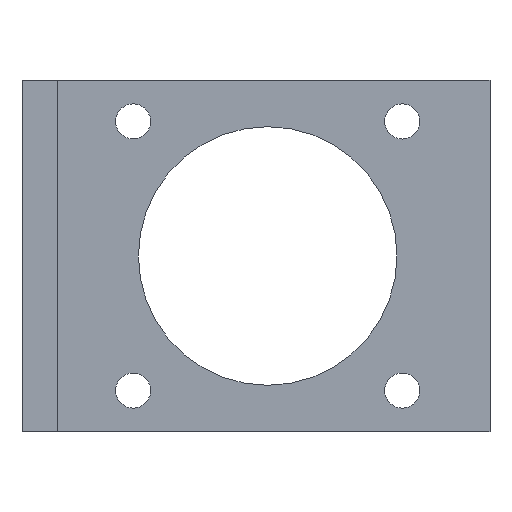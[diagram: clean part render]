
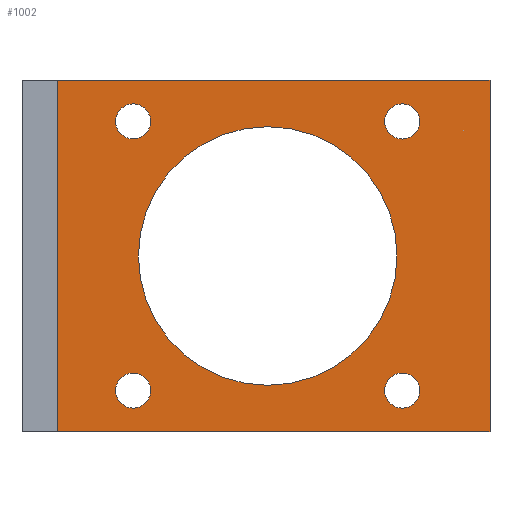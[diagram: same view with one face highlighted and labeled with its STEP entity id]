
A CAD part, front view. The second image highlights one B-rep face of the part: STEP entity #1002.
In plain terms, the highlighted planar face has unit normal (0, -1, 0).
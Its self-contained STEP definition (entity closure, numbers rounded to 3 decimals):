
#4 = DIRECTION ( 'NONE',  ( 0., 0., 1. ) ) ;
#23 = ORIENTED_EDGE ( 'NONE', *, *, #74, .F. ) ;
#37 = AXIS2_PLACEMENT_3D ( 'NONE', #626, #257, #457 ) ;
#38 = LINE ( 'NONE', #715, #1191 ) ;
#55 = ORIENTED_EDGE ( 'NONE', *, *, #1035, .F. ) ;
#57 = VERTEX_POINT ( 'NONE', #371 ) ;
#69 = CARTESIAN_POINT ( 'NONE',  ( 9.5, -3., 26.502 ) ) ;
#71 = ORIENTED_EDGE ( 'NONE', *, *, #552, .F. ) ;
#74 = EDGE_CURVE ( 'NONE', #869, #584, #1248, .T. ) ;
#76 = CARTESIAN_POINT ( 'NONE',  ( 3., -3., 0. ) ) ;
#81 = ORIENTED_EDGE ( 'NONE', *, *, #155, .F. ) ;
#84 = CARTESIAN_POINT ( 'NONE',  ( 9.498, -3., 3.5 ) ) ;
#91 = VECTOR ( 'NONE', #1172, 1000. ) ;
#97 = VERTEX_POINT ( 'NONE', #76 ) ;
#101 = PLANE ( 'NONE',  #1024 ) ;
#105 = EDGE_CURVE ( 'NONE', #657, #565, #577, .T. ) ;
#113 = AXIS2_PLACEMENT_3D ( 'NONE', #653, #356, #637 ) ;
#139 = DIRECTION ( 'NONE',  ( 0., -1., 0. ) ) ;
#144 = EDGE_LOOP ( 'NONE', ( #857, #373 ) ) ;
#155 = EDGE_CURVE ( 'NONE', #1138, #786, #157, .T. ) ;
#157 = CIRCLE ( 'NONE', #344, 1.5 ) ;
#190 = FACE_BOUND ( 'NONE', #602, .T. ) ;
#193 = AXIS2_PLACEMENT_3D ( 'NONE', #539, #1089, #699 ) ;
#218 = AXIS2_PLACEMENT_3D ( 'NONE', #227, #644, #812 ) ;
#227 = CARTESIAN_POINT ( 'NONE',  ( 21., -3., 15. ) ) ;
#238 = DIRECTION ( 'NONE',  ( 0., 0., -1. ) ) ;
#257 = DIRECTION ( 'NONE',  ( 0., -1., 0. ) ) ;
#273 = EDGE_CURVE ( 'NONE', #793, #667, #876, .T. ) ;
#287 = LINE ( 'NONE', #386, #940 ) ;
#292 = CARTESIAN_POINT ( 'NONE',  ( 21., -3., 3.95 ) ) ;
#299 = CIRCLE ( 'NONE', #218, 11.05 ) ;
#307 = CARTESIAN_POINT ( 'NONE',  ( 3., -3., 30. ) ) ;
#344 = AXIS2_PLACEMENT_3D ( 'NONE', #527, #401, #517 ) ;
#346 = ORIENTED_EDGE ( 'NONE', *, *, #803, .F. ) ;
#347 = CIRCLE ( 'NONE', #37, 1.5 ) ;
#350 = EDGE_CURVE ( 'NONE', #57, #1122, #1124, .T. ) ;
#356 = DIRECTION ( 'NONE',  ( 0., -1., 0. ) ) ;
#371 = CARTESIAN_POINT ( 'NONE',  ( 32.5, -3., 1.998 ) ) ;
#373 = ORIENTED_EDGE ( 'NONE', *, *, #273, .F. ) ;
#378 = AXIS2_PLACEMENT_3D ( 'NONE', #1064, #1170, #773 ) ;
#379 = CIRCLE ( 'NONE', #378, 1.5 ) ;
#386 = CARTESIAN_POINT ( 'NONE',  ( 40., -3., 30. ) ) ;
#390 = CARTESIAN_POINT ( 'NONE',  ( 32.502, -3., 25. ) ) ;
#401 = DIRECTION ( 'NONE',  ( 0., -1., 0. ) ) ;
#406 = VERTEX_POINT ( 'NONE', #455 ) ;
#455 = CARTESIAN_POINT ( 'NONE',  ( 40., -3., 0. ) ) ;
#457 = DIRECTION ( 'NONE',  ( 0., 0., -1. ) ) ;
#481 = AXIS2_PLACEMENT_3D ( 'NONE', #84, #1137, #962 ) ;
#484 = AXIS2_PLACEMENT_3D ( 'NONE', #639, #1225, #733 ) ;
#486 = AXIS2_PLACEMENT_3D ( 'NONE', #69, #139, #736 ) ;
#496 = CARTESIAN_POINT ( 'NONE',  ( 3., -3., 30. ) ) ;
#507 = EDGE_CURVE ( 'NONE', #657, #97, #38, .T. ) ;
#514 = VERTEX_POINT ( 'NONE', #1209 ) ;
#517 = DIRECTION ( 'NONE',  ( 0., 0., -1. ) ) ;
#527 = CARTESIAN_POINT ( 'NONE',  ( 32.502, -3., 26.5 ) ) ;
#539 = CARTESIAN_POINT ( 'NONE',  ( 32.502, -3., 26.5 ) ) ;
#544 = EDGE_LOOP ( 'NONE', ( #945, #55 ) ) ;
#552 = EDGE_CURVE ( 'NONE', #786, #1138, #1141, .T. ) ;
#565 = VERTEX_POINT ( 'NONE', #879 ) ;
#567 = VERTEX_POINT ( 'NONE', #897 ) ;
#577 = LINE ( 'NONE', #664, #645 ) ;
#579 = DIRECTION ( 'NONE',  ( 1., 0., 0. ) ) ;
#580 = FACE_BOUND ( 'NONE', #1154, .T. ) ;
#584 = VERTEX_POINT ( 'NONE', #1156 ) ;
#585 = CIRCLE ( 'NONE', #486, 1.5 ) ;
#590 = FACE_BOUND ( 'NONE', #144, .T. ) ;
#597 = EDGE_CURVE ( 'NONE', #514, #567, #379, .T. ) ;
#599 = DIRECTION ( 'NONE',  ( 0., 0., -1. ) ) ;
#602 = EDGE_LOOP ( 'NONE', ( #821, #1051 ) ) ;
#613 = FACE_BOUND ( 'NONE', #1238, .T. ) ;
#626 = CARTESIAN_POINT ( 'NONE',  ( 32.5, -3., 3.498 ) ) ;
#637 = DIRECTION ( 'NONE',  ( 0., 0., -1. ) ) ;
#639 = CARTESIAN_POINT ( 'NONE',  ( 32.5, -3., 3.498 ) ) ;
#644 = DIRECTION ( 'NONE',  ( 0., -1., 0. ) ) ;
#645 = VECTOR ( 'NONE', #579, 1000. ) ;
#653 = CARTESIAN_POINT ( 'NONE',  ( 21., -3., 15. ) ) ;
#657 = VERTEX_POINT ( 'NONE', #307 ) ;
#664 = CARTESIAN_POINT ( 'NONE',  ( 3., -3., 30. ) ) ;
#667 = VERTEX_POINT ( 'NONE', #292 ) ;
#671 = FACE_BOUND ( 'NONE', #544, .T. ) ;
#687 = EDGE_CURVE ( 'NONE', #565, #406, #287, .T. ) ;
#699 = DIRECTION ( 'NONE',  ( 0., 0., -1. ) ) ;
#715 = CARTESIAN_POINT ( 'NONE',  ( 3., -3., 30. ) ) ;
#733 = DIRECTION ( 'NONE',  ( 0., 0., -1. ) ) ;
#736 = DIRECTION ( 'NONE',  ( 0., 0., -1. ) ) ;
#745 = CIRCLE ( 'NONE', #1166, 1.5 ) ;
#773 = DIRECTION ( 'NONE',  ( 0., 0., -1. ) ) ;
#786 = VERTEX_POINT ( 'NONE', #913 ) ;
#793 = VERTEX_POINT ( 'NONE', #1006 ) ;
#799 = CARTESIAN_POINT ( 'NONE',  ( 3., -3., 0. ) ) ;
#800 = ORIENTED_EDGE ( 'NONE', *, *, #507, .T. ) ;
#803 = EDGE_CURVE ( 'NONE', #584, #869, #745, .T. ) ;
#812 = DIRECTION ( 'NONE',  ( 0., 0., -1. ) ) ;
#821 = ORIENTED_EDGE ( 'NONE', *, *, #350, .F. ) ;
#846 = ORIENTED_EDGE ( 'NONE', *, *, #982, .T. ) ;
#857 = ORIENTED_EDGE ( 'NONE', *, *, #1118, .F. ) ;
#863 = FACE_OUTER_BOUND ( 'NONE', #1135, .T. ) ;
#868 = DIRECTION ( 'NONE',  ( 0., 1., 0. ) ) ;
#869 = VERTEX_POINT ( 'NONE', #907 ) ;
#876 = CIRCLE ( 'NONE', #113, 11.05 ) ;
#879 = CARTESIAN_POINT ( 'NONE',  ( 40., -3., 30. ) ) ;
#897 = CARTESIAN_POINT ( 'NONE',  ( 9.5, -3., 28.002 ) ) ;
#907 = CARTESIAN_POINT ( 'NONE',  ( 9.498, -3., 2. ) ) ;
#913 = CARTESIAN_POINT ( 'NONE',  ( 32.502, -3., 28. ) ) ;
#940 = VECTOR ( 'NONE', #599, 1000. ) ;
#945 = ORIENTED_EDGE ( 'NONE', *, *, #597, .F. ) ;
#962 = DIRECTION ( 'NONE',  ( 0., 0., -1. ) ) ;
#982 = EDGE_CURVE ( 'NONE', #97, #406, #1181, .T. ) ;
#1002 = ADVANCED_FACE ( 'NONE', ( #671, #613, #190, #580, #590, #863 ), #101, .F. ) ;
#1006 = CARTESIAN_POINT ( 'NONE',  ( 21., -3., 26.05 ) ) ;
#1024 = AXIS2_PLACEMENT_3D ( 'NONE', #496, #868, #4 ) ;
#1031 = ORIENTED_EDGE ( 'NONE', *, *, #687, .F. ) ;
#1035 = EDGE_CURVE ( 'NONE', #567, #514, #585, .T. ) ;
#1051 = ORIENTED_EDGE ( 'NONE', *, *, #1074, .F. ) ;
#1064 = CARTESIAN_POINT ( 'NONE',  ( 9.5, -3., 26.502 ) ) ;
#1074 = EDGE_CURVE ( 'NONE', #1122, #57, #347, .T. ) ;
#1089 = DIRECTION ( 'NONE',  ( 0., -1., 0. ) ) ;
#1096 = DIRECTION ( 'NONE',  ( 0., 0., -1. ) ) ;
#1098 = CARTESIAN_POINT ( 'NONE',  ( 9.498, -3., 3.5 ) ) ;
#1118 = EDGE_CURVE ( 'NONE', #667, #793, #299, .T. ) ;
#1122 = VERTEX_POINT ( 'NONE', #1200 ) ;
#1124 = CIRCLE ( 'NONE', #484, 1.5 ) ;
#1135 = EDGE_LOOP ( 'NONE', ( #846, #1031, #1146, #800 ) ) ;
#1137 = DIRECTION ( 'NONE',  ( 0., -1., 0. ) ) ;
#1138 = VERTEX_POINT ( 'NONE', #390 ) ;
#1141 = CIRCLE ( 'NONE', #193, 1.5 ) ;
#1146 = ORIENTED_EDGE ( 'NONE', *, *, #105, .F. ) ;
#1154 = EDGE_LOOP ( 'NONE', ( #81, #71 ) ) ;
#1156 = CARTESIAN_POINT ( 'NONE',  ( 9.498, -3., 5. ) ) ;
#1166 = AXIS2_PLACEMENT_3D ( 'NONE', #1098, #1205, #238 ) ;
#1170 = DIRECTION ( 'NONE',  ( 0., -1., 0. ) ) ;
#1172 = DIRECTION ( 'NONE',  ( 1., 0., 0. ) ) ;
#1181 = LINE ( 'NONE', #799, #91 ) ;
#1191 = VECTOR ( 'NONE', #1096, 1000. ) ;
#1200 = CARTESIAN_POINT ( 'NONE',  ( 32.5, -3., 4.998 ) ) ;
#1205 = DIRECTION ( 'NONE',  ( 0., -1., 0. ) ) ;
#1209 = CARTESIAN_POINT ( 'NONE',  ( 9.5, -3., 25.002 ) ) ;
#1225 = DIRECTION ( 'NONE',  ( 0., -1., 0. ) ) ;
#1238 = EDGE_LOOP ( 'NONE', ( #23, #346 ) ) ;
#1248 = CIRCLE ( 'NONE', #481, 1.5 ) ;
